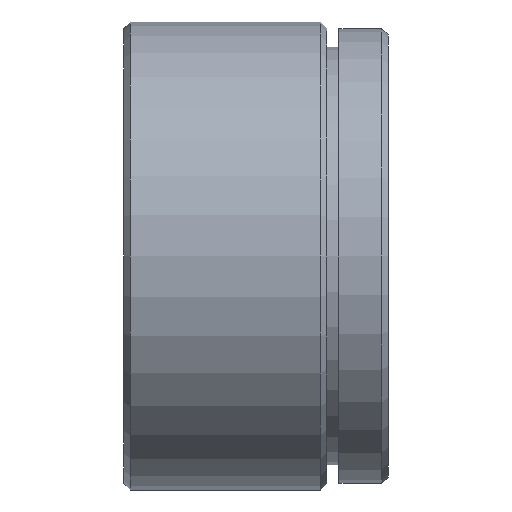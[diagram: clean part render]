
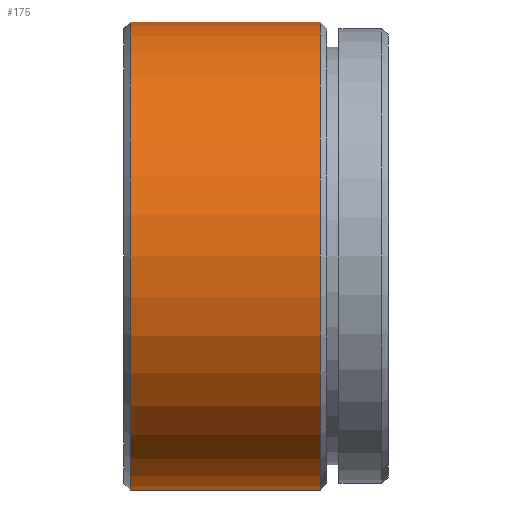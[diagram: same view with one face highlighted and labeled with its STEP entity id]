
A CAD part, left-side view. The second image highlights one B-rep face of the part: STEP entity #175.
In plain terms, the highlighted cylindrical face has radius 19.05 mm (diameter 38.1 mm), a partial arc.
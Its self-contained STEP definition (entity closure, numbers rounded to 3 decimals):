
#26 = LINE ( 'NONE', #627, #515 ) ;
#89 = CARTESIAN_POINT ( 'NONE',  ( 0., 21., 0. ) ) ;
#91 = DIRECTION ( 'NONE',  ( 0., -1., 0. ) ) ;
#94 = LINE ( 'NONE', #326, #860 ) ;
#98 = ORIENTED_EDGE ( 'NONE', *, *, #259, .T. ) ;
#107 = DIRECTION ( 'NONE',  ( 0., 0., 1. ) ) ;
#126 = VERTEX_POINT ( 'NONE', #695 ) ;
#175 = ADVANCED_FACE ( 'NONE', ( #178 ), #829, .T. ) ;
#178 = FACE_OUTER_BOUND ( 'NONE', #677, .T. ) ;
#252 = AXIS2_PLACEMENT_3D ( 'NONE', #89, #91, #107 ) ;
#259 = EDGE_CURVE ( 'NONE', #126, #459, #94, .T. ) ;
#262 = ORIENTED_EDGE ( 'NONE', *, *, #475, .F. ) ;
#282 = DIRECTION ( 'NONE',  ( 0., -1., 0. ) ) ;
#300 = CARTESIAN_POINT ( 'NONE',  ( 0., 5.5, 0. ) ) ;
#326 = CARTESIAN_POINT ( 'NONE',  ( 0., 0., -19.05 ) ) ;
#335 = DIRECTION ( 'NONE',  ( 0., -1., 0. ) ) ;
#348 = CARTESIAN_POINT ( 'NONE',  ( 0., 5.5, 19.05 ) ) ;
#366 = ORIENTED_EDGE ( 'NONE', *, *, #536, .T. ) ;
#391 = ORIENTED_EDGE ( 'NONE', *, *, #603, .T. ) ;
#422 = VERTEX_POINT ( 'NONE', #348 ) ;
#459 = VERTEX_POINT ( 'NONE', #502 ) ;
#475 = EDGE_CURVE ( 'NONE', #586, #422, #26, .T. ) ;
#502 = CARTESIAN_POINT ( 'NONE',  ( 0., 5.5, -19.05 ) ) ;
#515 = VECTOR ( 'NONE', #841, 1000. ) ;
#536 = EDGE_CURVE ( 'NONE', #586, #126, #724, .T. ) ;
#547 = CARTESIAN_POINT ( 'NONE',  ( 0., 0., 0. ) ) ;
#562 = DIRECTION ( 'NONE',  ( 0., 0., -1. ) ) ;
#568 = CARTESIAN_POINT ( 'NONE',  ( 0., 21., 19.05 ) ) ;
#586 = VERTEX_POINT ( 'NONE', #568 ) ;
#603 = EDGE_CURVE ( 'NONE', #459, #422, #711, .T. ) ;
#627 = CARTESIAN_POINT ( 'NONE',  ( 0., 0., 19.05 ) ) ;
#677 = EDGE_LOOP ( 'NONE', ( #262, #366, #98, #391 ) ) ;
#680 = AXIS2_PLACEMENT_3D ( 'NONE', #300, #818, #562 ) ;
#695 = CARTESIAN_POINT ( 'NONE',  ( 0., 21., -19.05 ) ) ;
#711 = CIRCLE ( 'NONE', #680, 19.05 ) ;
#724 = CIRCLE ( 'NONE', #252, 19.05 ) ;
#734 = AXIS2_PLACEMENT_3D ( 'NONE', #547, #282, #842 ) ;
#818 = DIRECTION ( 'NONE',  ( 0., 1., 0. ) ) ;
#829 = CYLINDRICAL_SURFACE ( 'NONE', #734, 19.05 ) ;
#841 = DIRECTION ( 'NONE',  ( 0., -1., 0. ) ) ;
#842 = DIRECTION ( 'NONE',  ( 0., 0., -1. ) ) ;
#860 = VECTOR ( 'NONE', #335, 1000. ) ;
